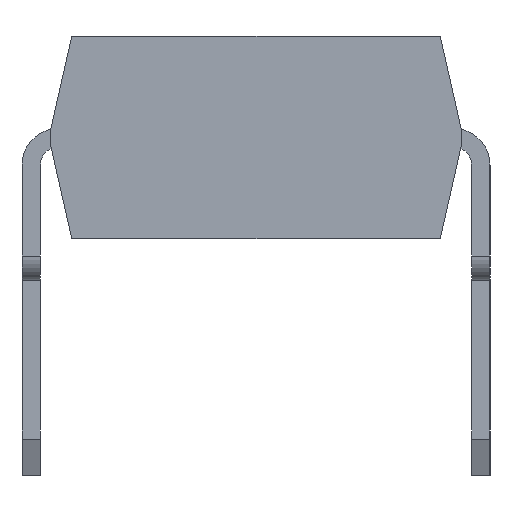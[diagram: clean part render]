
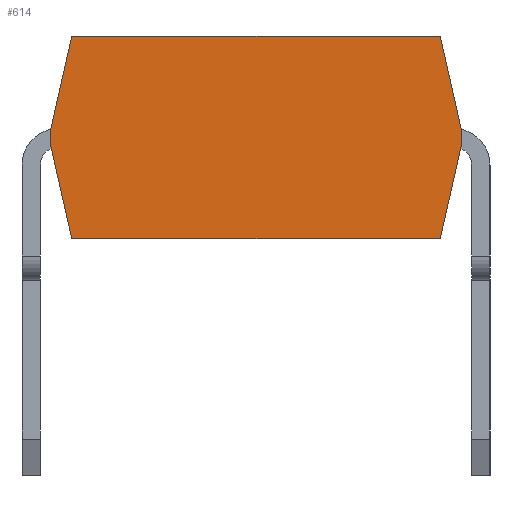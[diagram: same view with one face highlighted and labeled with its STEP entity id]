
A CAD part, left-side view. The second image highlights one B-rep face of the part: STEP entity #614.
In plain terms, the highlighted face is planar.
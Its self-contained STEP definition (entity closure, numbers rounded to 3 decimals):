
#614=ADVANCED_FACE('',(#984),#986,.F.);
#984=FACE_BOUND('',#985,.T.);
#985=EDGE_LOOP('',(#1270,#1271,#1272,#1273,#1274,#1275,#1276,#1277));
#986=PLANE('',#987);
#987=AXIS2_PLACEMENT_3D('',#988,#989,#990);
#988=CARTESIAN_POINT('',(0.,0.,-19.3));
#989=DIRECTION('',(0.,0.,1.));
#990=DIRECTION('',(1.,0.,-0.));
#1270=ORIENTED_EDGE('',*,*,#1458,.F.);
#1271=ORIENTED_EDGE('',*,*,#1459,.F.);
#1272=ORIENTED_EDGE('',*,*,#1460,.F.);
#1273=ORIENTED_EDGE('',*,*,#1461,.F.);
#1274=ORIENTED_EDGE('',*,*,#1462,.F.);
#1275=ORIENTED_EDGE('',*,*,#1456,.F.);
#1276=ORIENTED_EDGE('',*,*,#1443,.F.);
#1277=ORIENTED_EDGE('',*,*,#1447,.F.);
#1443=EDGE_CURVE('',#1598,#1600,#1601,.T.);
#1447=EDGE_CURVE('',#1605,#1598,#1607,.T.);
#1456=EDGE_CURVE('',#1600,#1621,#1622,.T.);
#1458=EDGE_CURVE('',#1624,#1605,#1625,.T.);
#1459=EDGE_CURVE('',#1626,#1624,#1627,.T.);
#1460=EDGE_CURVE('',#1628,#1626,#1629,.T.);
#1461=EDGE_CURVE('',#1630,#1628,#1631,.T.);
#1462=EDGE_CURVE('',#1621,#1630,#1632,.T.);
#1598=VERTEX_POINT('',#1908);
#1600=VERTEX_POINT('',#1912);
#1601=LINE('',#1913,#1914);
#1605=VERTEX_POINT('',#1923);
#1607=LINE('',#1927,#1928);
#1621=VERTEX_POINT('',#1959);
#1622=LINE('',#1960,#1961);
#1624=VERTEX_POINT('',#1966);
#1625=LINE('',#1967,#1968);
#1626=VERTEX_POINT('',#1970);
#1627=LINE('',#1971,#1972);
#1628=VERTEX_POINT('',#1974);
#1629=LINE('',#1975,#1976);
#1630=VERTEX_POINT('',#1978);
#1631=LINE('',#1979,#1980);
#1632=LINE('',#1982,#1983);
#1908=CARTESIAN_POINT('',(-3.,-1.65,-19.3));
#1912=CARTESIAN_POINT('',(3.,-1.65,-19.3));
#1913=CARTESIAN_POINT('',(-3.,-1.65,-19.3));
#1914=VECTOR('',#1915,1.);
#1915=DIRECTION('',(1.,0.,0.));
#1923=CARTESIAN_POINT('',(-3.34,-0.15,-19.3));
#1927=CARTESIAN_POINT('',(-3.34,-0.15,-19.3));
#1928=VECTOR('',#1929,1.);
#1929=DIRECTION('',(0.221,-0.975,0.));
#1959=CARTESIAN_POINT('',(3.34,-0.15,-19.3));
#1960=CARTESIAN_POINT('',(3.,-1.65,-19.3));
#1961=VECTOR('',#1962,1.);
#1962=DIRECTION('',(0.221,0.975,0.));
#1966=CARTESIAN_POINT('',(-3.34,0.15,-19.3));
#1967=CARTESIAN_POINT('',(-3.34,0.15,-19.3));
#1968=VECTOR('',#1969,1.);
#1969=DIRECTION('',(0.,-1.,0.));
#1970=CARTESIAN_POINT('',(-3.,1.65,-19.3));
#1971=CARTESIAN_POINT('',(-3.,1.65,-19.3));
#1972=VECTOR('',#1973,1.);
#1973=DIRECTION('',(-0.221,-0.975,0.));
#1974=CARTESIAN_POINT('',(3.,1.65,-19.3));
#1975=CARTESIAN_POINT('',(3.,1.65,-19.3));
#1976=VECTOR('',#1977,1.);
#1977=DIRECTION('',(-1.,0.,0.));
#1978=CARTESIAN_POINT('',(3.34,0.15,-19.3));
#1979=CARTESIAN_POINT('',(3.34,0.15,-19.3));
#1980=VECTOR('',#1981,1.);
#1981=DIRECTION('',(-0.221,0.975,0.));
#1982=CARTESIAN_POINT('',(3.34,-0.15,-19.3));
#1983=VECTOR('',#1984,1.);
#1984=DIRECTION('',(0.,1.,0.));
